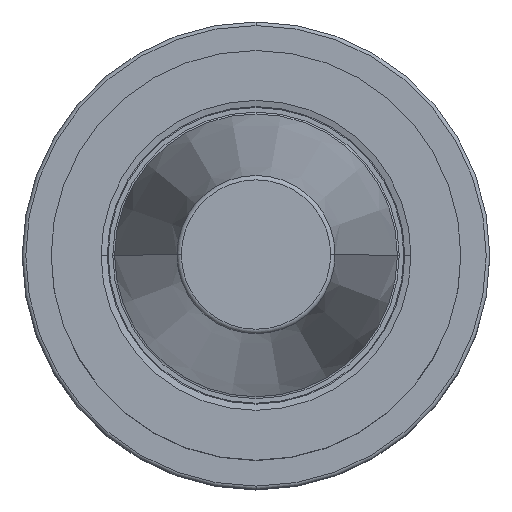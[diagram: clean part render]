
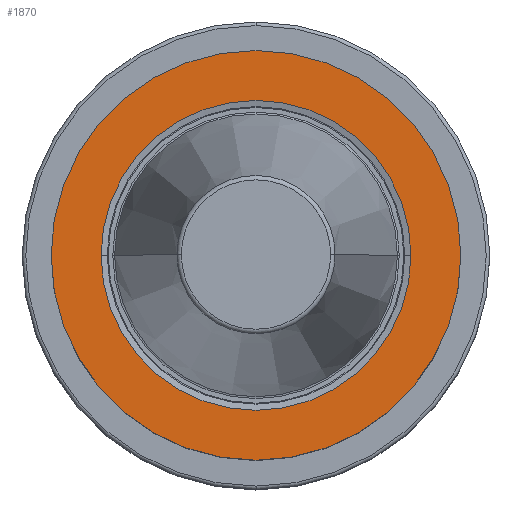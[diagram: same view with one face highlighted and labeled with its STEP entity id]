
A CAD part, top view. The second image highlights one B-rep face of the part: STEP entity #1870.
In plain terms, the highlighted planar face has unit normal (0, 0, 1).
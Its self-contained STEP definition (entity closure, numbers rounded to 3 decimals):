
#271=CARTESIAN_POINT('',(0.,0.,-2.));
#272=DIRECTION('',(0.,0.,-1.));
#273=DIRECTION('',(1.,0.,0.));
#274=AXIS2_PLACEMENT_3D('',#271,#272,#273);
#279=CARTESIAN_POINT('',(0.,0.,-2.));
#280=DIRECTION('',(0.,0.,1.));
#281=DIRECTION('',(1.,0.,0.));
#282=AXIS2_PLACEMENT_3D('',#279,#280,#281);
#287=CARTESIAN_POINT('',(0.,0.,-2.));
#288=DIRECTION('',(0.,0.,1.));
#289=DIRECTION('',(1.,0.,0.));
#290=AXIS2_PLACEMENT_3D('',#287,#288,#289);
#295=CARTESIAN_POINT('',(0.,0.,-2.));
#296=DIRECTION('',(0.,0.,1.));
#297=DIRECTION('',(-1.,0.,0.));
#298=AXIS2_PLACEMENT_3D('',#295,#296,#297);
#1573=CARTESIAN_POINT('',(23.,0.,-2.));
#1574=CARTESIAN_POINT('',(-23.,0.,-2.));
#1575=VERTEX_POINT('',#1573);
#1576=VERTEX_POINT('',#1574);
#1635=CARTESIAN_POINT('',(17.396,0.,-2.));
#1636=VERTEX_POINT('',#1635);
#1639=CARTESIAN_POINT('',(-17.396,0.,-2.));
#1640=VERTEX_POINT('',#1639);
#1855=CARTESIAN_POINT('',(0.,0.,-2.));
#1856=DIRECTION('',(0.,0.,-1.));
#1857=DIRECTION('',(-1.,0.,0.));
#1858=AXIS2_PLACEMENT_3D('',#1855,#1856,#1857);
#1859=PLANE('',#1858);
#1860=ORIENTED_EDGE('',*,*,#1837,.T.);
#1861=ORIENTED_EDGE('',*,*,#1668,.F.);
#1862=EDGE_LOOP('',(#1860,#1861));
#1863=FACE_OUTER_BOUND('',#1862,.F.);
#1865=ORIENTED_EDGE('',*,*,#1864,.T.);
#1867=ORIENTED_EDGE('',*,*,#1866,.T.);
#1868=EDGE_LOOP('',(#1865,#1867));
#1869=FACE_BOUND('',#1868,.F.);
#275=CIRCLE('',#274,23.);
#283=CIRCLE('',#282,23.);
#291=CIRCLE('',#290,17.396);
#299=CIRCLE('',#298,17.396);
#1668=EDGE_CURVE('',#1575,#1576,#283,.T.);
#1837=EDGE_CURVE('',#1575,#1576,#275,.T.);
#1864=EDGE_CURVE('',#1636,#1640,#291,.T.);
#1866=EDGE_CURVE('',#1640,#1636,#299,.T.);
#1870=ADVANCED_FACE('',(#1863,#1869),#1859,.F.);
